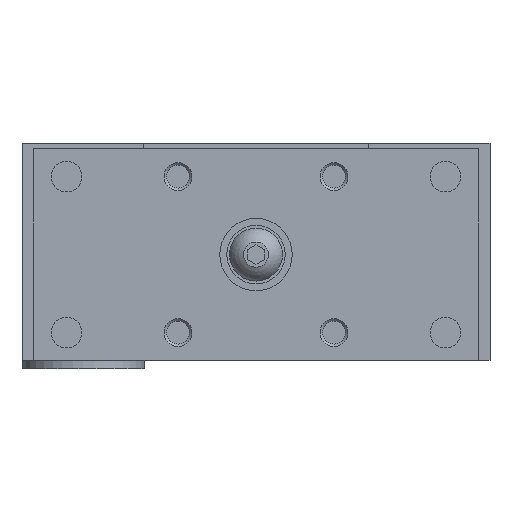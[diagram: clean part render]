
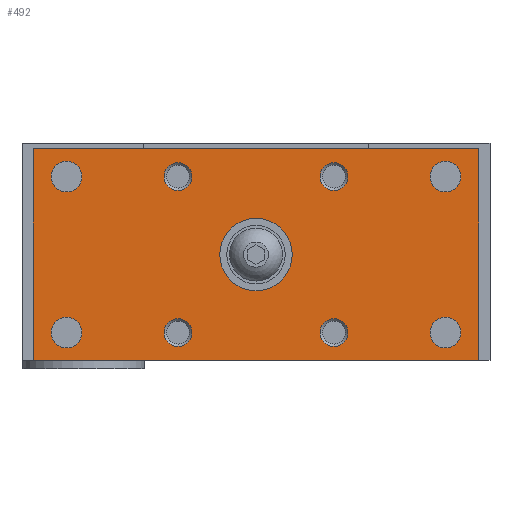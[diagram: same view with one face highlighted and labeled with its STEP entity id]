
A CAD part, left-side view. The second image highlights one B-rep face of the part: STEP entity #492.
In plain terms, the highlighted planar face has unit normal (-1, 0, 0).
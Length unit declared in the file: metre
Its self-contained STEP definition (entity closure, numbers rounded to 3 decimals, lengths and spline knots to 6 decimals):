
#492 = ADVANCED_FACE( '', ( #1188, #1189, #1190, #1191, #1192, #1193, #1194, #1195, #1196, #1197 ), #1198, .F. );
#1188 = FACE_BOUND( '', #2059, .T. );
#1189 = FACE_BOUND( '', #2060, .T. );
#1190 = FACE_BOUND( '', #2061, .T. );
#1191 = FACE_BOUND( '', #2062, .T. );
#1192 = FACE_BOUND( '', #2063, .T. );
#1193 = FACE_BOUND( '', #2064, .T. );
#1194 = FACE_BOUND( '', #2065, .T. );
#1195 = FACE_BOUND( '', #2066, .T. );
#1196 = FACE_BOUND( '', #2067, .T. );
#1197 = FACE_OUTER_BOUND( '', #2068, .T. );
#1198 = PLANE( '', #2069 );
#2059 = EDGE_LOOP( '', ( #3351 ) );
#2060 = EDGE_LOOP( '', ( #3352 ) );
#2061 = EDGE_LOOP( '', ( #3353 ) );
#2062 = EDGE_LOOP( '', ( #3354 ) );
#2063 = EDGE_LOOP( '', ( #3355 ) );
#2064 = EDGE_LOOP( '', ( #3356 ) );
#2065 = EDGE_LOOP( '', ( #3357 ) );
#2066 = EDGE_LOOP( '', ( #3358 ) );
#2067 = EDGE_LOOP( '', ( #3359 ) );
#2068 = EDGE_LOOP( '', ( #3360, #3361, #3362, #3363 ) );
#2069 = AXIS2_PLACEMENT_3D( '', #3364, #3365, #3366 );
#3351 = ORIENTED_EDGE( '', *, *, #4149, .T. );
#3352 = ORIENTED_EDGE( '', *, *, #4438, .T. );
#3353 = ORIENTED_EDGE( '', *, *, #4439, .T. );
#3354 = ORIENTED_EDGE( '', *, *, #4440, .T. );
#3355 = ORIENTED_EDGE( '', *, *, #4198, .T. );
#3356 = ORIENTED_EDGE( '', *, *, #4305, .T. );
#3357 = ORIENTED_EDGE( '', *, *, #4113, .F. );
#3358 = ORIENTED_EDGE( '', *, *, #4359, .F. );
#3359 = ORIENTED_EDGE( '', *, *, #4144, .T. );
#3360 = ORIENTED_EDGE( '', *, *, #4441, .T. );
#3361 = ORIENTED_EDGE( '', *, *, #4049, .T. );
#3362 = ORIENTED_EDGE( '', *, *, #4442, .T. );
#3363 = ORIENTED_EDGE( '', *, *, #4443, .T. );
#3364 = CARTESIAN_POINT( '', ( -0.015, 0.04, -0.001 ) );
#3365 = DIRECTION( '', ( 1., 0., 0. ) );
#3366 = DIRECTION( '', ( 0., 0., 1. ) );
#4049 = EDGE_CURVE( '', #4652, #4650, #4653, .T. );
#4113 = EDGE_CURVE( '', #4759, #4759, #4760, .T. );
#4144 = EDGE_CURVE( '', #4810, #4810, #4811, .T. );
#4149 = EDGE_CURVE( '', #4818, #4818, #4819, .T. );
#4198 = EDGE_CURVE( '', #4897, #4897, #4898, .T. );
#4305 = EDGE_CURVE( '', #5060, #5060, #5061, .T. );
#4359 = EDGE_CURVE( '', #5146, #5146, #5147, .T. );
#4438 = EDGE_CURVE( '', #5257, #5257, #5258, .T. );
#4439 = EDGE_CURVE( '', #5259, #5259, #5260, .T. );
#4440 = EDGE_CURVE( '', #5261, #5261, #5262, .T. );
#4441 = EDGE_CURVE( '', #5263, #4652, #5264, .T. );
#4442 = EDGE_CURVE( '', #4650, #5265, #5266, .T. );
#4443 = EDGE_CURVE( '', #5265, #5263, #5267, .T. );
#4650 = VERTEX_POINT( '', #5514 );
#4652 = VERTEX_POINT( '', #5517 );
#4653 = LINE( '', #5518, #5519 );
#4759 = VERTEX_POINT( '', #5670 );
#4760 = CIRCLE( '', #5671, 0.0025 );
#4810 = VERTEX_POINT( '', #5731 );
#4811 = CIRCLE( '', #5732, 0.0025 );
#4818 = VERTEX_POINT( '', #5739 );
#4819 = CIRCLE( '', #5740, 0.0065 );
#4897 = VERTEX_POINT( '', #5834 );
#4898 = CIRCLE( '', #5835, 0.00275 );
#5060 = VERTEX_POINT( '', #6019 );
#5061 = CIRCLE( '', #6020, 0.0025 );
#5146 = VERTEX_POINT( '', #6136 );
#5147 = CIRCLE( '', #6137, 0.0025 );
#5257 = VERTEX_POINT( '', #6430 );
#5258 = CIRCLE( '', #6431, 0.00275 );
#5259 = VERTEX_POINT( '', #6432 );
#5260 = CIRCLE( '', #6433, 0.00275 );
#5261 = VERTEX_POINT( '', #6434 );
#5262 = CIRCLE( '', #6435, 0.00275 );
#5263 = VERTEX_POINT( '', #6436 );
#5264 = LINE( '', #6437, #6438 );
#5265 = VERTEX_POINT( '', #6439 );
#5266 = LINE( '', #6440, #6441 );
#5267 = LINE( '', #6442, #6443 );
#5514 = CARTESIAN_POINT( '', ( -0.015, -0.04, -0.039 ) );
#5517 = CARTESIAN_POINT( '', ( -0.015, 0.04, -0.039 ) );
#5518 = CARTESIAN_POINT( '', ( -0.015, 0.04, -0.039 ) );
#5519 = VECTOR( '', #6666, 1. );
#5670 = CARTESIAN_POINT( '', ( -0.015, -0.0115, -0.006 ) );
#5671 = AXIS2_PLACEMENT_3D( '', #6761, #6762, #6763 );
#5731 = CARTESIAN_POINT( '', ( -0.015, -0.0115, -0.034 ) );
#5732 = AXIS2_PLACEMENT_3D( '', #6810, #6811, #6812 );
#5739 = CARTESIAN_POINT( '', ( -0.015, 0.0065, -0.02 ) );
#5740 = AXIS2_PLACEMENT_3D( '', #6819, #6820, #6821 );
#5834 = CARTESIAN_POINT( '', ( -0.015, -0.03125, -0.034 ) );
#5835 = AXIS2_PLACEMENT_3D( '', #6904, #6905, #6906 );
#6019 = CARTESIAN_POINT( '', ( -0.015, 0.0115, -0.006 ) );
#6020 = AXIS2_PLACEMENT_3D( '', #7073, #7074, #7075 );
#6136 = CARTESIAN_POINT( '', ( -0.015, 0.0115, -0.034 ) );
#6137 = AXIS2_PLACEMENT_3D( '', #7148, #7149, #7150 );
#6430 = CARTESIAN_POINT( '', ( -0.015, 0.03675, -0.006 ) );
#6431 = AXIS2_PLACEMENT_3D( '', #7233, #7234, #7235 );
#6432 = CARTESIAN_POINT( '', ( -0.015, -0.03125, -0.006 ) );
#6433 = AXIS2_PLACEMENT_3D( '', #7236, #7237, #7238 );
#6434 = CARTESIAN_POINT( '', ( -0.015, 0.03675, -0.034 ) );
#6435 = AXIS2_PLACEMENT_3D( '', #7239, #7240, #7241 );
#6436 = CARTESIAN_POINT( '', ( -0.015, 0.04, -0.001 ) );
#6437 = CARTESIAN_POINT( '', ( -0.015, 0.04, -0.001 ) );
#6438 = VECTOR( '', #7242, 1. );
#6439 = CARTESIAN_POINT( '', ( -0.015, -0.04, -0.001 ) );
#6440 = CARTESIAN_POINT( '', ( -0.015, -0.04, -0.039 ) );
#6441 = VECTOR( '', #7243, 1. );
#6442 = CARTESIAN_POINT( '', ( -0.015, -0.04, -0.001 ) );
#6443 = VECTOR( '', #7244, 1. );
#6666 = DIRECTION( '', ( 0., -1., 0. ) );
#6761 = CARTESIAN_POINT( '', ( -0.015, -0.014, -0.006 ) );
#6762 = DIRECTION( '', ( -1., 0., 0. ) );
#6763 = DIRECTION( '', ( 0., 1., 0. ) );
#6810 = CARTESIAN_POINT( '', ( -0.015, -0.014, -0.034 ) );
#6811 = DIRECTION( '', ( 1., 0., 0. ) );
#6812 = DIRECTION( '', ( 0., 1., 0. ) );
#6819 = CARTESIAN_POINT( '', ( -0.015, 0., -0.02 ) );
#6820 = DIRECTION( '', ( 1., 0., 0. ) );
#6821 = DIRECTION( '', ( 0., 1., 0. ) );
#6904 = CARTESIAN_POINT( '', ( -0.015, -0.034, -0.034 ) );
#6905 = DIRECTION( '', ( 1., 0., 0. ) );
#6906 = DIRECTION( '', ( 0., 1., 0. ) );
#7073 = CARTESIAN_POINT( '', ( -0.015, 0.014, -0.006 ) );
#7074 = DIRECTION( '', ( 1., 0., 0. ) );
#7075 = DIRECTION( '', ( 0., -1., 0. ) );
#7148 = CARTESIAN_POINT( '', ( -0.015, 0.014, -0.034 ) );
#7149 = DIRECTION( '', ( -1., 0., 0. ) );
#7150 = DIRECTION( '', ( 0., -1., 0. ) );
#7233 = CARTESIAN_POINT( '', ( -0.015, 0.034, -0.006 ) );
#7234 = DIRECTION( '', ( 1., 0., 0. ) );
#7235 = DIRECTION( '', ( 0., 1., 0. ) );
#7236 = CARTESIAN_POINT( '', ( -0.015, -0.034, -0.006 ) );
#7237 = DIRECTION( '', ( 1., 0., 0. ) );
#7238 = DIRECTION( '', ( 0., 1., 0. ) );
#7239 = CARTESIAN_POINT( '', ( -0.015, 0.034, -0.034 ) );
#7240 = DIRECTION( '', ( 1., 0., 0. ) );
#7241 = DIRECTION( '', ( 0., 1., 0. ) );
#7242 = DIRECTION( '', ( 0., 0., -1. ) );
#7243 = DIRECTION( '', ( 0., 0., 1. ) );
#7244 = DIRECTION( '', ( 0., 1., 0. ) );
